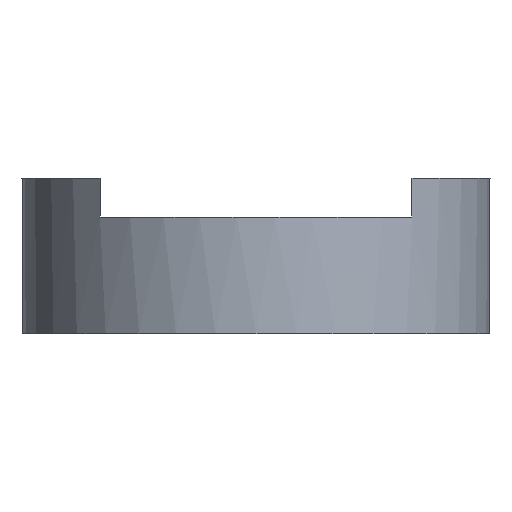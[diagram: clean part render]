
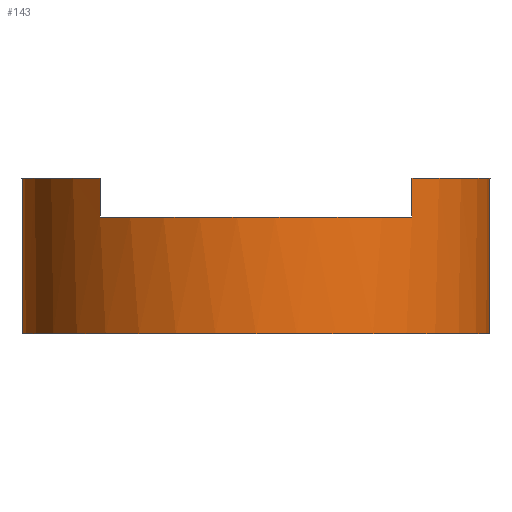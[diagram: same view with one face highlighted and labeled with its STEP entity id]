
A CAD part, front view. The second image highlights one B-rep face of the part: STEP entity #143.
In plain terms, the highlighted cylindrical face has radius 6 mm (diameter 12 mm), a partial arc.
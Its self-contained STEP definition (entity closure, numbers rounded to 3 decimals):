
#143=ADVANCED_FACE('',(#346),#348,.T.);
#346=FACE_BOUND('',#347,.T.);
#347=EDGE_LOOP('',(#453,#454,#455,#456,#457,#458,#459,#460));
#348=CYLINDRICAL_SURFACE('',#349,6.);
#349=AXIS2_PLACEMENT_3D('',#350,#351,#352);
#350=CARTESIAN_POINT('',(6.,6.,-24.));
#351=DIRECTION('',(0.,0.,-1.));
#352=DIRECTION('',(0.,-1.,0.));
#453=ORIENTED_EDGE('',*,*,#521,.F.);
#454=ORIENTED_EDGE('',*,*,#495,.T.);
#455=ORIENTED_EDGE('',*,*,#522,.F.);
#456=ORIENTED_EDGE('',*,*,#523,.T.);
#457=ORIENTED_EDGE('',*,*,#524,.T.);
#458=ORIENTED_EDGE('',*,*,#511,.T.);
#459=ORIENTED_EDGE('',*,*,#525,.T.);
#460=ORIENTED_EDGE('',*,*,#526,.T.);
#495=EDGE_CURVE('',#537,#538,#539,.F.);
#511=EDGE_CURVE('',#563,#568,#570,.F.);
#521=EDGE_CURVE('',#537,#589,#590,.T.);
#522=EDGE_CURVE('',#591,#538,#592,.T.);
#523=EDGE_CURVE('',#591,#593,#594,.F.);
#524=EDGE_CURVE('',#593,#563,#595,.F.);
#525=EDGE_CURVE('',#568,#596,#597,.F.);
#526=EDGE_CURVE('',#596,#589,#598,.F.);
#537=VERTEX_POINT('',#613);
#538=VERTEX_POINT('',#614);
#539=CIRCLE('',#615,6.);
#563=VERTEX_POINT('',#676);
#568=VERTEX_POINT('',#686);
#570=CIRCLE('',#690,6.);
#589=VERTEX_POINT('',#739);
#590=LINE('',#740,#741);
#591=VERTEX_POINT('',#743);
#592=LINE('',#744,#745);
#593=VERTEX_POINT('',#747);
#594=CIRCLE('',#748,6.);
#595=LINE('',#752,#753);
#596=VERTEX_POINT('',#755);
#597=LINE('',#756,#757);
#598=CIRCLE('',#759,6.);
#613=CARTESIAN_POINT('',(0.,6.,0.));
#614=CARTESIAN_POINT('',(12.,6.,0.));
#615=AXIS2_PLACEMENT_3D('',#616,#617,#618);
#616=CARTESIAN_POINT('',(6.,6.,0.));
#617=DIRECTION('',(0.,0.,-1.));
#618=DIRECTION('',(1.,0.,0.));
#676=CARTESIAN_POINT('',(10.,1.528,3.));
#686=CARTESIAN_POINT('',(2.,1.528,3.));
#690=AXIS2_PLACEMENT_3D('',#691,#692,#693);
#691=CARTESIAN_POINT('',(6.,6.,3.));
#692=DIRECTION('',(0.,0.,1.));
#693=DIRECTION('',(-0.667,-0.745,0.));
#739=CARTESIAN_POINT('',(0.,6.,4.));
#740=CARTESIAN_POINT('',(0.,6.,0.));
#741=VECTOR('',#742,1.);
#742=DIRECTION('',(0.,0.,1.));
#743=CARTESIAN_POINT('',(12.,6.,4.));
#744=CARTESIAN_POINT('',(12.,6.,4.));
#745=VECTOR('',#746,1.);
#746=DIRECTION('',(0.,0.,-1.));
#747=CARTESIAN_POINT('',(10.,1.528,4.));
#748=AXIS2_PLACEMENT_3D('',#749,#750,#751);
#749=CARTESIAN_POINT('',(6.,6.,4.));
#750=DIRECTION('',(0.,0.,1.));
#751=DIRECTION('',(0.667,-0.745,0.));
#752=CARTESIAN_POINT('',(10.,1.528,3.));
#753=VECTOR('',#754,1.);
#754=DIRECTION('',(0.,0.,1.));
#755=CARTESIAN_POINT('',(2.,1.528,4.));
#756=CARTESIAN_POINT('',(2.,1.528,4.));
#757=VECTOR('',#758,1.);
#758=DIRECTION('',(0.,0.,-1.));
#759=AXIS2_PLACEMENT_3D('',#760,#761,#762);
#760=CARTESIAN_POINT('',(6.,6.,4.));
#761=DIRECTION('',(0.,0.,1.));
#762=DIRECTION('',(-1.,0.,0.));
